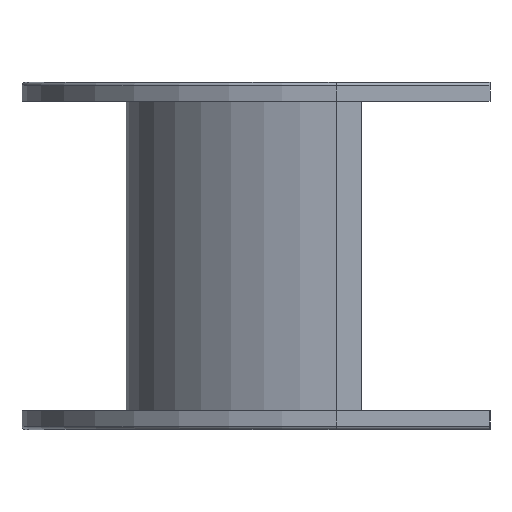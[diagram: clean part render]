
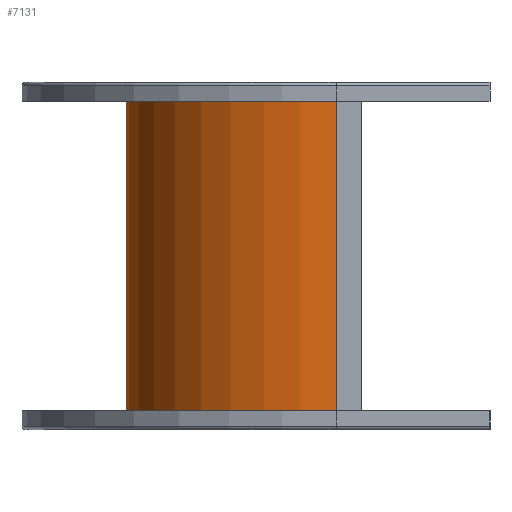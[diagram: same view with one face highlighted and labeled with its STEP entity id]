
A CAD part, front view. The second image highlights one B-rep face of the part: STEP entity #7131.
In plain terms, the highlighted cylindrical face has radius 122.75 mm (diameter 245.5 mm), a partial arc.
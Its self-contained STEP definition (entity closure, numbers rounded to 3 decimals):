
#6899=CARTESIAN_POINT('',(-15.,121.75,201.5));
#6900=DIRECTION('',(0.,0.,1.));
#6901=DIRECTION('',(-1.,0.,0.));
#6902=AXIS2_PLACEMENT_3D('',#6899,#6900,#6901);
#6937=DIRECTION('',(0.,0.,-1.));
#6938=VECTOR('',#6937,201.5);
#6939=CARTESIAN_POINT('',(-137.75,121.75,201.5));
#6940=LINE('',#6939,#6938);
#6941=DIRECTION('',(0.,0.,1.));
#6942=VECTOR('',#6941,201.5);
#6943=CARTESIAN_POINT('',(-15.,-1.,0.));
#6944=LINE('',#6943,#6942);
#6949=CARTESIAN_POINT('',(-15.,121.75,0.));
#6950=DIRECTION('',(0.,0.,-1.));
#6951=DIRECTION('',(0.,-1.,0.));
#6952=AXIS2_PLACEMENT_3D('',#6949,#6950,#6951);
#7017=CARTESIAN_POINT('',(-137.75,121.75,201.5));
#7018=VERTEX_POINT('',#7017);
#7019=CARTESIAN_POINT('',(-15.,-1.,201.5));
#7021=VERTEX_POINT('',#7019);
#7023=CARTESIAN_POINT('',(-137.75,121.75,0.));
#7025=VERTEX_POINT('',#7023);
#7029=CARTESIAN_POINT('',(-15.,-1.,0.));
#7030=VERTEX_POINT('',#7029);
#7118=CARTESIAN_POINT('',(-15.,121.75,201.5));
#7119=DIRECTION('',(0.,0.,-1.));
#7120=DIRECTION('',(-1.,0.,0.));
#7121=AXIS2_PLACEMENT_3D('',#7118,#7119,#7120);
#7122=CYLINDRICAL_SURFACE('',#7121,122.75);
#7124=ORIENTED_EDGE('',*,*,#7123,.T.);
#7126=ORIENTED_EDGE('',*,*,#7125,.F.);
#7127=ORIENTED_EDGE('',*,*,#7050,.T.);
#7128=ORIENTED_EDGE('',*,*,#7110,.F.);
#7129=EDGE_LOOP('',(#7124,#7126,#7127,#7128));
#7130=FACE_OUTER_BOUND('',#7129,.F.);
#7131=ADVANCED_FACE('',(#7130),#7122,.T.);
#6903=CIRCLE('',#6902,122.75);
#6953=CIRCLE('',#6952,122.75);
#7050=EDGE_CURVE('',#7018,#7021,#6903,.T.);
#7110=EDGE_CURVE('',#7030,#7021,#6944,.T.);
#7123=EDGE_CURVE('',#7030,#7025,#6953,.T.);
#7125=EDGE_CURVE('',#7018,#7025,#6940,.T.);
